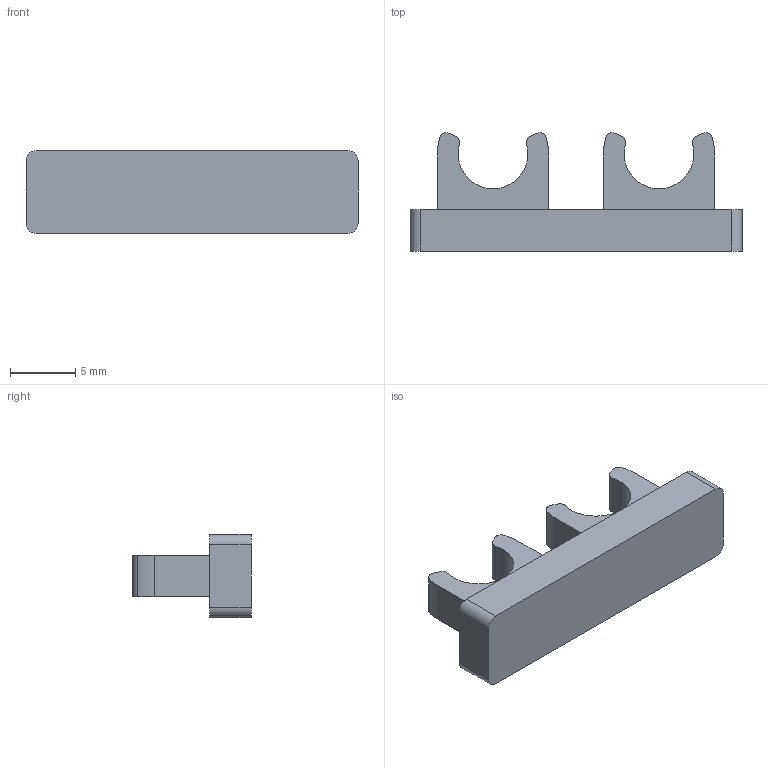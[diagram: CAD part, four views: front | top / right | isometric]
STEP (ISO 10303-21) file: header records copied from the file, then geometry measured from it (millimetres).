
FILE_DESCRIPTION(/* description */ (''),/* implementation_level */ '2;1');
FILE_NAME(/* name */ 'Pinecil Clip V5.stp',/* time_stamp */ '2025-10-09T13:00:19-04:00',/* author */ ('nmari'),/* organization */ (''),/* preprocessor_version */ 'ST-DEVELOPER v20.1',/* originating_system */ 'Autodesk Inventor 2026',/* authorisation */ '');
FILE_SCHEMA (('AUTOMOTIVE_DESIGN { 1 0 10303 214 3 1 1 }'));
Length unit declared in the file: inch
Products named in the file (1): Pinecil Clip
Bounding box: 25.4 x 9.05 x 6.35 mm (x, y, z)
Volume: 698.5 mm3; surface area: 743.6 mm2
Topology: 1 solids, 1 shells, 36 faces, 96 edges, 64 vertices
Faces by surface type: cylinder 18, plane 18
Entity records: 1181 total; most frequent: DIRECTION 206, CARTESIAN_POINT 197, ORIENTED_EDGE 192, EDGE_CURVE 96, AXIS2_PLACEMENT_3D 73, VERTEX_POINT 64, LINE 60, VECTOR 60
